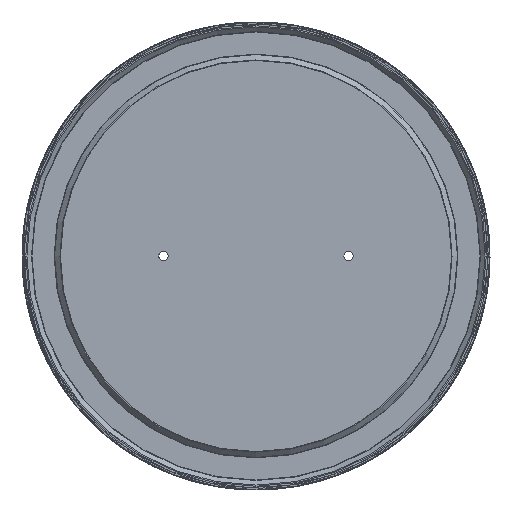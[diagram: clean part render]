
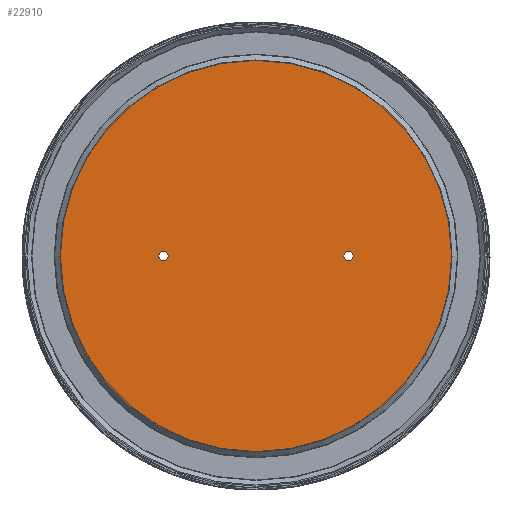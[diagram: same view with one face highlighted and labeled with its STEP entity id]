
A CAD part, front view. The second image highlights one B-rep face of the part: STEP entity #22910.
In plain terms, the highlighted planar face has unit normal (0, -1, 0).
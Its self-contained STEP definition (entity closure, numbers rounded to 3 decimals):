
#22717=CARTESIAN_POINT('',(-84.,54.,0.));
#22718=VERTEX_POINT('',#22717);
#22719=CARTESIAN_POINT('',(-80.,54.,0.0));
#22720=DIRECTION('',(0.0,1.0,0.0));
#22721=DIRECTION('',(1.0,0.0,0.0));
#22722=AXIS2_PLACEMENT_3D('',#22719,#22720,#22721);
#22723=CIRCLE('',#22722,4.0);
#22724=EDGE_CURVE('',#22718,#22718,#22723,.T.);
#22745=CARTESIAN_POINT('',(76.,54.,0.));
#22746=VERTEX_POINT('',#22745);
#22747=CARTESIAN_POINT('',(80.,54.,0.0));
#22748=DIRECTION('',(0.0,1.0,0.0));
#22749=DIRECTION('',(1.0,0.0,0.0));
#22750=AXIS2_PLACEMENT_3D('',#22747,#22748,#22749);
#22751=CIRCLE('',#22750,4.0);
#22752=EDGE_CURVE('',#22746,#22746,#22751,.T.);
#22881=CARTESIAN_POINT('',(169.464,54.,0.0));
#22882=VERTEX_POINT('',#22881);
#22883=CARTESIAN_POINT('',(0.,54.,0.0));
#22884=DIRECTION('',(0.0,-1.0,0.0));
#22885=DIRECTION('',(1.0,0.0,0.0));
#22886=AXIS2_PLACEMENT_3D('',#22883,#22884,#22885);
#22887=CIRCLE('',#22886,169.464);
#22888=EDGE_CURVE('',#22882,#22882,#22887,.T.);
#22896=CARTESIAN_POINT('',(84.732,54.,0.0));
#22897=DIRECTION('',(0.0,-1.0,0.0));
#22898=DIRECTION('',(0.0,0.0,-1.0));
#22899=AXIS2_PLACEMENT_3D('',#22896,#22897,#22898);
#22900=PLANE('',#22899);
#22901=ORIENTED_EDGE('',*,*,#22888,.T.);
#22902=EDGE_LOOP('',(#22901));
#22903=FACE_OUTER_BOUND('',#22902,.T.);
#22904=ORIENTED_EDGE('',*,*,#22724,.T.);
#22905=EDGE_LOOP('',(#22904));
#22906=FACE_BOUND('',#22905,.T.);
#22907=ORIENTED_EDGE('',*,*,#22752,.T.);
#22908=EDGE_LOOP('',(#22907));
#22909=FACE_BOUND('',#22908,.T.);
#22910=ADVANCED_FACE('',(#22903,#22906,#22909),#22900,.T.);
